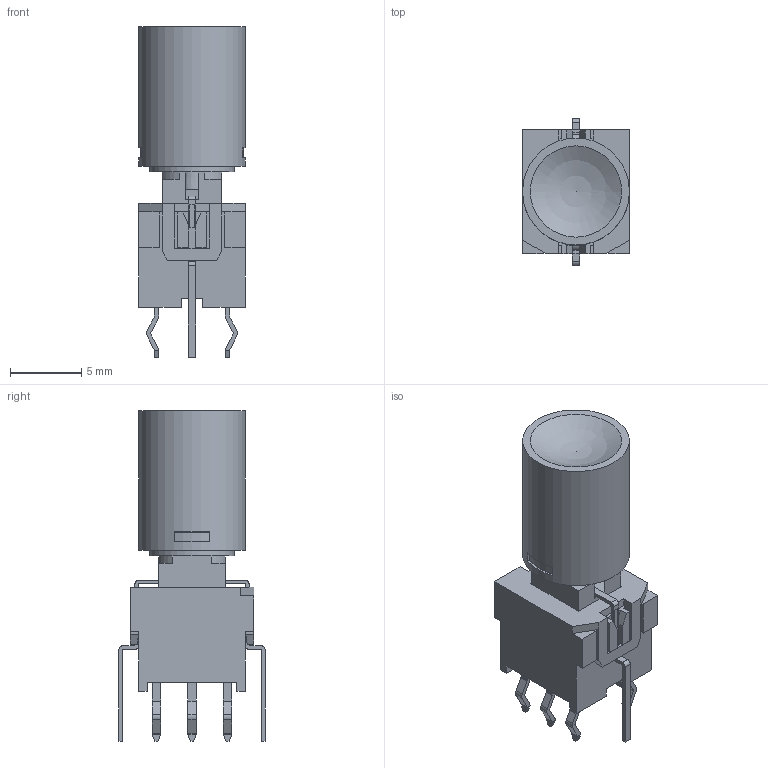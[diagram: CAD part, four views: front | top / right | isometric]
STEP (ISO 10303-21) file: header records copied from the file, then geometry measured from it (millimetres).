
FILE_DESCRIPTION((' '),'2;1');
FILE_NAME('LP4xx1PBCxx.stp','2017-07-25T16:35:24',(' '),(' '),' ','ACIS',' ');
FILE_SCHEMA(('CONFIG_CONTROL_DESIGN'));
Length unit declared in the file: inch
Products named in the file (1): LP4xx1PBCxx.stp
Bounding box: 7.5 x 10.25 x 23.2 mm (x, y, z)
Volume: 761.3 mm3; surface area: 1132.3 mm2
Topology: 1 solids, 1 shells, 429 faces, 1153 edges, 739 vertices
Faces by surface type: plane 336, cylinder 59, bspline 32, cone 1, sphere 1
Full cylindrical faces by diameter (mm): 5.96 x1, 6.3 x1, 6.35 x1, 6.4 x1, 7.5 x1
Entity records: 13435 total; most frequent: CARTESIAN_POINT 2744, ORIENTED_EDGE 2284, DIRECTION 2007, EDGE_CURVE 1142, VECTOR 945, LINE 945, VERTEX_POINT 735, AXIS2_PLACEMENT_3D 531
